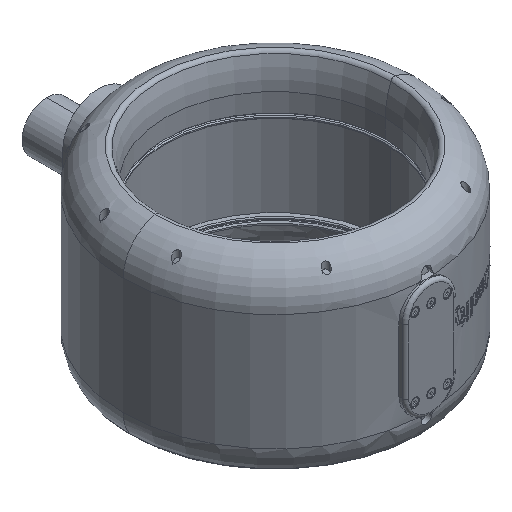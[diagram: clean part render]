
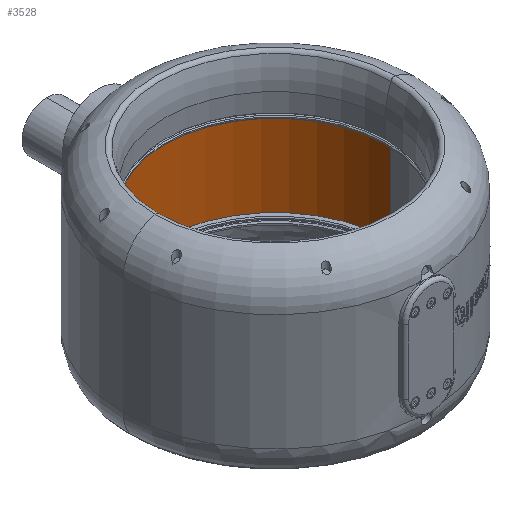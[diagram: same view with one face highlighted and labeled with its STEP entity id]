
A CAD part, isometric view. The second image highlights one B-rep face of the part: STEP entity #3528.
In plain terms, the highlighted cylindrical face has radius 178.5 mm (diameter 357 mm), a partial arc.
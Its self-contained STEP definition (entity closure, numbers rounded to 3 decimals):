
#1793 = AXIS2_PLACEMENT_3D ( 'NONE', #71015, #120245, #5582 ) ;
#3528 = ADVANCED_FACE ( 'NONE', ( #39536 ), #95685, .F. ) ;
#5582 = DIRECTION ( 'NONE',  ( 1., 0., 0. ) ) ;
#11200 = EDGE_CURVE ( 'NONE', #14561, #60476, #53509, .T. ) ;
#14514 = VECTOR ( 'NONE', #62006, 1000. ) ;
#14561 = VERTEX_POINT ( 'NONE', #19433 ) ;
#18294 = CARTESIAN_POINT ( 'NONE',  ( -178.5, 0., 65.5 ) ) ;
#18501 = AXIS2_PLACEMENT_3D ( 'NONE', #108091, #62557, #71923 ) ;
#18582 = ORIENTED_EDGE ( 'NONE', *, *, #34338, .T. ) ;
#19433 = CARTESIAN_POINT ( 'NONE',  ( -178.5, 0., -65.5 ) ) ;
#32065 = CARTESIAN_POINT ( 'NONE',  ( 178.5, 0., -65.5 ) ) ;
#34338 = EDGE_CURVE ( 'NONE', #70663, #14561, #81105, .T. ) ;
#39536 = FACE_OUTER_BOUND ( 'NONE', #42492, .T. ) ;
#42492 = EDGE_LOOP ( 'NONE', ( #118340, #59194, #18582, #60946 ) ) ;
#50534 = VERTEX_POINT ( 'NONE', #103721 ) ;
#53509 = CIRCLE ( 'NONE', #1793, 178.5 ) ;
#54316 = DIRECTION ( 'NONE',  ( 0., 0., -1. ) ) ;
#59194 = ORIENTED_EDGE ( 'NONE', *, *, #110505, .T. ) ;
#60476 = VERTEX_POINT ( 'NONE', #69920 ) ;
#60946 = ORIENTED_EDGE ( 'NONE', *, *, #11200, .T. ) ;
#62006 = DIRECTION ( 'NONE',  ( 0., 0., -1. ) ) ;
#62557 = DIRECTION ( 'NONE',  ( 0., 0., -1. ) ) ;
#69920 = CARTESIAN_POINT ( 'NONE',  ( 178.5, 0., -65.5 ) ) ;
#70005 = AXIS2_PLACEMENT_3D ( 'NONE', #121688, #91733, #121074 ) ;
#70663 = VERTEX_POINT ( 'NONE', #18294 ) ;
#71015 = CARTESIAN_POINT ( 'NONE',  ( 0., 0., -65.5 ) ) ;
#71923 = DIRECTION ( 'NONE',  ( -1., 0., 0. ) ) ;
#81105 = LINE ( 'NONE', #82351, #110546 ) ;
#82351 = CARTESIAN_POINT ( 'NONE',  ( -178.5, 0., -65.5 ) ) ;
#87969 = CIRCLE ( 'NONE', #70005, 178.5 ) ;
#91733 = DIRECTION ( 'NONE',  ( 0., 0., 1. ) ) ;
#95685 = CYLINDRICAL_SURFACE ( 'NONE', #18501, 178.5 ) ;
#103721 = CARTESIAN_POINT ( 'NONE',  ( 178.5, 0., 65.5 ) ) ;
#108091 = CARTESIAN_POINT ( 'NONE',  ( 0., 0., -65.5 ) ) ;
#110004 = LINE ( 'NONE', #32065, #14514 ) ;
#110505 = EDGE_CURVE ( 'NONE', #50534, #70663, #87969, .T. ) ;
#110546 = VECTOR ( 'NONE', #54316, 1000. ) ;
#118164 = EDGE_CURVE ( 'NONE', #50534, #60476, #110004, .T. ) ;
#118340 = ORIENTED_EDGE ( 'NONE', *, *, #118164, .F. ) ;
#120245 = DIRECTION ( 'NONE',  ( 0., 0., -1. ) ) ;
#121074 = DIRECTION ( 'NONE',  ( -1., 0., 0. ) ) ;
#121688 = CARTESIAN_POINT ( 'NONE',  ( 0., 0., 65.5 ) ) ;
